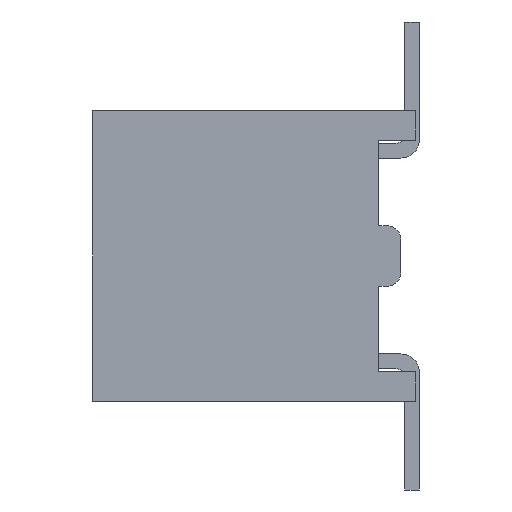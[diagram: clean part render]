
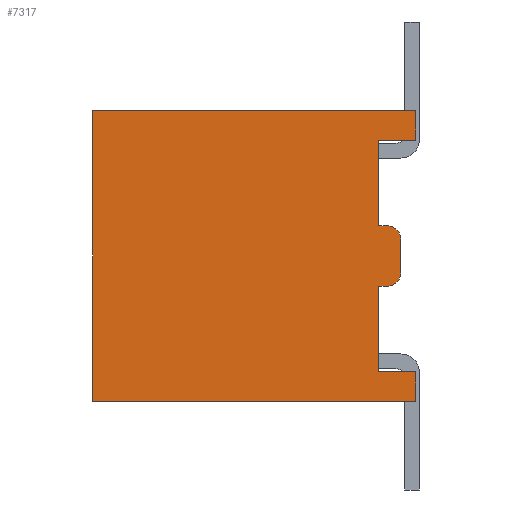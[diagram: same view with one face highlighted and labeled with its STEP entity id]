
A CAD part, left-side view. The second image highlights one B-rep face of the part: STEP entity #7317.
In plain terms, the highlighted planar face has unit normal (-1, 0, 0).
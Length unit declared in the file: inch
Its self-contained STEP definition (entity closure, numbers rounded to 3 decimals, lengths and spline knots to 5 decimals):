
#87=CIRCLE('',#7761,0.008);
#88=CIRCLE('',#7762,0.008);
#1553=ORIENTED_EDGE('',*,*,#2947,.T.);
#1554=ORIENTED_EDGE('',*,*,#2939,.T.);
#1555=ORIENTED_EDGE('',*,*,#2951,.F.);
#1556=ORIENTED_EDGE('',*,*,#2952,.F.);
#1557=ORIENTED_EDGE('',*,*,#2953,.T.);
#1558=ORIENTED_EDGE('',*,*,#2943,.T.);
#1559=ORIENTED_EDGE('',*,*,#2950,.T.);
#1560=ORIENTED_EDGE('',*,*,#2954,.T.);
#1561=ORIENTED_EDGE('',*,*,#2955,.T.);
#1562=ORIENTED_EDGE('',*,*,#2956,.F.);
#1563=ORIENTED_EDGE('',*,*,#2957,.T.);
#1564=ORIENTED_EDGE('',*,*,#2958,.F.);
#1565=ORIENTED_EDGE('',*,*,#2959,.T.);
#1566=ORIENTED_EDGE('',*,*,#2960,.T.);
#2939=EDGE_CURVE('',#3758,#3757,#4621,.T.);
#2943=EDGE_CURVE('',#3762,#3761,#4625,.T.);
#2947=EDGE_CURVE('',#3764,#3758,#4629,.T.);
#2950=EDGE_CURVE('',#3761,#3766,#4632,.T.);
#2951=EDGE_CURVE('',#3767,#3757,#4633,.T.);
#2952=EDGE_CURVE('',#3768,#3767,#4634,.T.);
#2953=EDGE_CURVE('',#3768,#3762,#4635,.T.);
#2954=EDGE_CURVE('',#3766,#3769,#4636,.T.);
#2955=EDGE_CURVE('',#3769,#3770,#4637,.T.);
#2956=EDGE_CURVE('',#3771,#3770,#87,.T.);
#2957=EDGE_CURVE('',#3771,#3772,#4638,.T.);
#2958=EDGE_CURVE('',#3773,#3772,#88,.T.);
#2959=EDGE_CURVE('',#3773,#3774,#4639,.T.);
#2960=EDGE_CURVE('',#3774,#3764,#4640,.T.);
#3757=VERTEX_POINT('',#11148);
#3758=VERTEX_POINT('',#11150);
#3761=VERTEX_POINT('',#11157);
#3762=VERTEX_POINT('',#11159);
#3764=VERTEX_POINT('',#11164);
#3766=VERTEX_POINT('',#11171);
#3767=VERTEX_POINT('',#11175);
#3768=VERTEX_POINT('',#11177);
#3769=VERTEX_POINT('',#11180);
#3770=VERTEX_POINT('',#11182);
#3771=VERTEX_POINT('',#11184);
#3772=VERTEX_POINT('',#11186);
#3773=VERTEX_POINT('',#11188);
#3774=VERTEX_POINT('',#11190);
#4621=LINE('',#11149,#5615);
#4625=LINE('',#11158,#5619);
#4629=LINE('',#11166,#5623);
#4632=LINE('',#11172,#5626);
#4633=LINE('',#11174,#5627);
#4634=LINE('',#11176,#5628);
#4635=LINE('',#11178,#5629);
#4636=LINE('',#11179,#5630);
#4637=LINE('',#11181,#5631);
#4638=LINE('',#11185,#5632);
#4639=LINE('',#11189,#5633);
#4640=LINE('',#11191,#5634);
#5615=VECTOR('',#9117,39.37008);
#5619=VECTOR('',#9123,39.37008);
#5623=VECTOR('',#9129,39.37008);
#5626=VECTOR('',#9134,39.37008);
#5627=VECTOR('',#9137,39.37008);
#5628=VECTOR('',#9138,39.37008);
#5629=VECTOR('',#9139,39.37008);
#5630=VECTOR('',#9140,39.37008);
#5631=VECTOR('',#9141,39.37008);
#5632=VECTOR('',#9144,39.37008);
#5633=VECTOR('',#9147,39.37008);
#5634=VECTOR('',#9148,39.37008);
#6197=EDGE_LOOP('',(#1553,#1554,#1555,#1556,#1557,#1558,#1559,#1560,#1561,
#1562,#1563,#1564,#1565,#1566));
#6599=FACE_BOUND('',#6197,.T.);
#6959=PLANE('',#7760);
#7317=ADVANCED_FACE('',(#6599),#6959,.F.);
#7760=AXIS2_PLACEMENT_3D('',#11173,#9135,#9136);
#7761=AXIS2_PLACEMENT_3D('',#11183,#9142,#9143);
#7762=AXIS2_PLACEMENT_3D('',#11187,#9145,#9146);
#9117=DIRECTION('',(0.,0.,1.));
#9123=DIRECTION('',(0.,0.,1.));
#9129=DIRECTION('',(0.,-1.,0.));
#9134=DIRECTION('',(0.,1.,0.));
#9135=DIRECTION('',(1.,0.,0.));
#9136=DIRECTION('',(0.,0.,-1.));
#9137=DIRECTION('',(0.,-1.,0.));
#9138=DIRECTION('',(0.,0.,1.));
#9139=DIRECTION('',(0.,-1.,0.));
#9140=DIRECTION('',(0.,0.,1.));
#9141=DIRECTION('',(0.,-1.,0.));
#9142=DIRECTION('',(1.,0.,0.));
#9143=DIRECTION('',(0.,0.,-1.));
#9144=DIRECTION('',(0.,0.,1.));
#9145=DIRECTION('',(1.,0.,0.));
#9146=DIRECTION('',(0.,0.,-1.));
#9147=DIRECTION('',(0.,1.,0.));
#9148=DIRECTION('',(0.,0.,1.));
#11148=CARTESIAN_POINT('',(-0.28645,0.,0.0787));
#11149=CARTESIAN_POINT('',(-0.28645,0.,-0.0787));
#11150=CARTESIAN_POINT('',(-0.28645,0.,0.0627));
#11157=CARTESIAN_POINT('',(-0.28645,0.,-0.0627));
#11158=CARTESIAN_POINT('',(-0.28645,0.,-0.0787));
#11159=CARTESIAN_POINT('',(-0.28645,0.,-0.0787));
#11164=CARTESIAN_POINT('',(-0.28645,0.02,0.0627));
#11166=CARTESIAN_POINT('',(-0.28645,0.02,0.0627));
#11171=CARTESIAN_POINT('',(-0.28645,0.02,-0.0627));
#11172=CARTESIAN_POINT('',(-0.28645,-0.002,-0.0627));
#11173=CARTESIAN_POINT('',(-0.28645,0.175,-0.0787));
#11174=CARTESIAN_POINT('',(-0.28645,0.175,0.0787));
#11175=CARTESIAN_POINT('',(-0.28645,0.175,0.0787));
#11176=CARTESIAN_POINT('',(-0.28645,0.175,-0.0787));
#11177=CARTESIAN_POINT('',(-0.28645,0.175,-0.0787));
#11178=CARTESIAN_POINT('',(-0.28645,0.175,-0.0787));
#11179=CARTESIAN_POINT('',(-0.28645,0.02,-0.0627));
#11180=CARTESIAN_POINT('',(-0.28645,0.02,-0.0165));
#11181=CARTESIAN_POINT('',(-0.28645,0.02,-0.0165));
#11182=CARTESIAN_POINT('',(-0.28645,0.016,-0.0165));
#11183=CARTESIAN_POINT('',(-0.28645,0.016,-0.0085));
#11184=CARTESIAN_POINT('',(-0.28645,0.008,-0.0085));
#11185=CARTESIAN_POINT('',(-0.28645,0.008,-0.0085));
#11186=CARTESIAN_POINT('',(-0.28645,0.008,0.0085));
#11187=CARTESIAN_POINT('',(-0.28645,0.016,0.0085));
#11188=CARTESIAN_POINT('',(-0.28645,0.016,0.0165));
#11189=CARTESIAN_POINT('',(-0.28645,0.016,0.0165));
#11190=CARTESIAN_POINT('',(-0.28645,0.02,0.0165));
#11191=CARTESIAN_POINT('',(-0.28645,0.02,0.0165));
